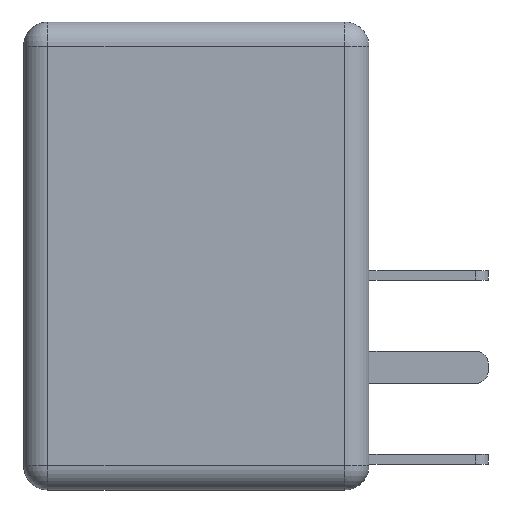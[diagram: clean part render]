
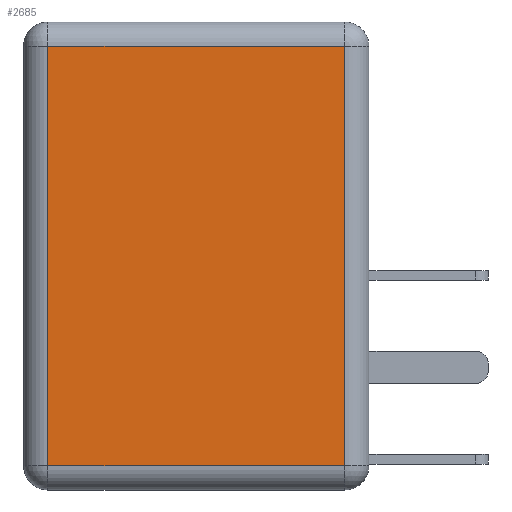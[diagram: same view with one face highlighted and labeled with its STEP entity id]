
A CAD part, left-side view. The second image highlights one B-rep face of the part: STEP entity #2685.
In plain terms, the highlighted planar face has unit normal (-1, 0, 0).
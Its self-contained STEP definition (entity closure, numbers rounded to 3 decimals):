
#814 = CYLINDRICAL_SURFACE('',#815,0.75);
#815 = AXIS2_PLACEMENT_3D('',#816,#817,#818);
#816 = CARTESIAN_POINT('',(-3.75,-4.6,0.));
#817 = DIRECTION('',(0.,0.,1.));
#818 = DIRECTION('',(-1.,0.,0.));
#1583 = EDGE_CURVE('',#1584,#1586,#1588,.T.);
#1584 = VERTEX_POINT('',#1585);
#1585 = CARTESIAN_POINT('',(-4.5,-4.6,0.75));
#1586 = VERTEX_POINT('',#1587);
#1587 = CARTESIAN_POINT('',(-4.5,-4.6,13.75));
#1588 = SURFACE_CURVE('',#1589,(#1593,#1600),.PCURVE_S1.);
#1589 = LINE('',#1590,#1591);
#1590 = CARTESIAN_POINT('',(-4.5,-4.6,0.));
#1591 = VECTOR('',#1592,1.);
#1592 = DIRECTION('',(0.,0.,1.));
#1593 = PCURVE('',#814,#1594);
#1594 = DEFINITIONAL_REPRESENTATION('',(#1595),#1599);
#1595 = LINE('',#1596,#1597);
#1596 = CARTESIAN_POINT('',(0.,0.));
#1597 = VECTOR('',#1598,1.);
#1598 = DIRECTION('',(0.,1.));
#1599 = ( GEOMETRIC_REPRESENTATION_CONTEXT(2) 
PARAMETRIC_REPRESENTATION_CONTEXT() REPRESENTATION_CONTEXT('2D SPACE',''
  ) );
#1600 = PCURVE('',#1601,#1606);
#1601 = PLANE('',#1602);
#1602 = AXIS2_PLACEMENT_3D('',#1603,#1604,#1605);
#1603 = CARTESIAN_POINT('',(-4.5,-5.35,0.));
#1604 = DIRECTION('',(-1.,0.,0.));
#1605 = DIRECTION('',(0.,1.,0.));
#1606 = DEFINITIONAL_REPRESENTATION('',(#1607),#1611);
#1607 = LINE('',#1608,#1609);
#1608 = CARTESIAN_POINT('',(0.75,0.));
#1609 = VECTOR('',#1610,1.);
#1610 = DIRECTION('',(0.,-1.));
#1611 = ( GEOMETRIC_REPRESENTATION_CONTEXT(2) 
PARAMETRIC_REPRESENTATION_CONTEXT() REPRESENTATION_CONTEXT('2D SPACE',''
  ) );
#2444 = CYLINDRICAL_SURFACE('',#2445,0.75);
#2445 = AXIS2_PLACEMENT_3D('',#2446,#2447,#2448);
#2446 = CARTESIAN_POINT('',(-3.75,-5.35,0.75));
#2447 = DIRECTION('',(0.,1.,0.));
#2448 = DIRECTION('',(-1.,0.,0.));
#2477 = CYLINDRICAL_SURFACE('',#2478,0.75);
#2478 = AXIS2_PLACEMENT_3D('',#2479,#2480,#2481);
#2479 = CARTESIAN_POINT('',(-3.75,4.6,0.));
#2480 = DIRECTION('',(0.,0.,1.));
#2481 = DIRECTION('',(0.,1.,0.));
#2647 = CYLINDRICAL_SURFACE('',#2648,0.75);
#2648 = AXIS2_PLACEMENT_3D('',#2649,#2650,#2651);
#2649 = CARTESIAN_POINT('',(-3.75,-5.35,13.75));
#2650 = DIRECTION('',(0.,1.,0.));
#2651 = DIRECTION('',(-1.,0.,0.));
#2685 = ADVANCED_FACE('',(#2686),#1601,.T.);
#2686 = FACE_BOUND('',#2687,.T.);
#2687 = EDGE_LOOP('',(#2688,#2713,#2734,#2735));
#2688 = ORIENTED_EDGE('',*,*,#2689,.F.);
#2689 = EDGE_CURVE('',#2690,#2692,#2694,.T.);
#2690 = VERTEX_POINT('',#2691);
#2691 = CARTESIAN_POINT('',(-4.5,4.6,0.75));
#2692 = VERTEX_POINT('',#2693);
#2693 = CARTESIAN_POINT('',(-4.5,4.6,13.75));
#2694 = SURFACE_CURVE('',#2695,(#2699,#2706),.PCURVE_S1.);
#2695 = LINE('',#2696,#2697);
#2696 = CARTESIAN_POINT('',(-4.5,4.6,0.));
#2697 = VECTOR('',#2698,1.);
#2698 = DIRECTION('',(0.,0.,1.));
#2699 = PCURVE('',#1601,#2700);
#2700 = DEFINITIONAL_REPRESENTATION('',(#2701),#2705);
#2701 = LINE('',#2702,#2703);
#2702 = CARTESIAN_POINT('',(9.95,0.));
#2703 = VECTOR('',#2704,1.);
#2704 = DIRECTION('',(0.,-1.));
#2705 = ( GEOMETRIC_REPRESENTATION_CONTEXT(2) 
PARAMETRIC_REPRESENTATION_CONTEXT() REPRESENTATION_CONTEXT('2D SPACE',''
  ) );
#2706 = PCURVE('',#2477,#2707);
#2707 = DEFINITIONAL_REPRESENTATION('',(#2708),#2712);
#2708 = LINE('',#2709,#2710);
#2709 = CARTESIAN_POINT('',(1.571,0.));
#2710 = VECTOR('',#2711,1.);
#2711 = DIRECTION('',(0.,1.));
#2712 = ( GEOMETRIC_REPRESENTATION_CONTEXT(2) 
PARAMETRIC_REPRESENTATION_CONTEXT() REPRESENTATION_CONTEXT('2D SPACE',''
  ) );
#2713 = ORIENTED_EDGE('',*,*,#2714,.F.);
#2714 = EDGE_CURVE('',#1584,#2690,#2715,.T.);
#2715 = SURFACE_CURVE('',#2716,(#2720,#2727),.PCURVE_S1.);
#2716 = LINE('',#2717,#2718);
#2717 = CARTESIAN_POINT('',(-4.5,-5.35,0.75));
#2718 = VECTOR('',#2719,1.);
#2719 = DIRECTION('',(0.,1.,0.));
#2720 = PCURVE('',#1601,#2721);
#2721 = DEFINITIONAL_REPRESENTATION('',(#2722),#2726);
#2722 = LINE('',#2723,#2724);
#2723 = CARTESIAN_POINT('',(0.,-0.75));
#2724 = VECTOR('',#2725,1.);
#2725 = DIRECTION('',(1.,0.));
#2726 = ( GEOMETRIC_REPRESENTATION_CONTEXT(2) 
PARAMETRIC_REPRESENTATION_CONTEXT() REPRESENTATION_CONTEXT('2D SPACE',''
  ) );
#2727 = PCURVE('',#2444,#2728);
#2728 = DEFINITIONAL_REPRESENTATION('',(#2729),#2733);
#2729 = LINE('',#2730,#2731);
#2730 = CARTESIAN_POINT('',(-0.,0.));
#2731 = VECTOR('',#2732,1.);
#2732 = DIRECTION('',(-0.,1.));
#2733 = ( GEOMETRIC_REPRESENTATION_CONTEXT(2) 
PARAMETRIC_REPRESENTATION_CONTEXT() REPRESENTATION_CONTEXT('2D SPACE',''
  ) );
#2734 = ORIENTED_EDGE('',*,*,#1583,.T.);
#2735 = ORIENTED_EDGE('',*,*,#2736,.T.);
#2736 = EDGE_CURVE('',#1586,#2692,#2737,.T.);
#2737 = SURFACE_CURVE('',#2738,(#2742,#2749),.PCURVE_S1.);
#2738 = LINE('',#2739,#2740);
#2739 = CARTESIAN_POINT('',(-4.5,-5.35,13.75));
#2740 = VECTOR('',#2741,1.);
#2741 = DIRECTION('',(0.,1.,0.));
#2742 = PCURVE('',#1601,#2743);
#2743 = DEFINITIONAL_REPRESENTATION('',(#2744),#2748);
#2744 = LINE('',#2745,#2746);
#2745 = CARTESIAN_POINT('',(0.,-13.75));
#2746 = VECTOR('',#2747,1.);
#2747 = DIRECTION('',(1.,0.));
#2748 = ( GEOMETRIC_REPRESENTATION_CONTEXT(2) 
PARAMETRIC_REPRESENTATION_CONTEXT() REPRESENTATION_CONTEXT('2D SPACE',''
  ) );
#2749 = PCURVE('',#2647,#2750);
#2750 = DEFINITIONAL_REPRESENTATION('',(#2751),#2755);
#2751 = LINE('',#2752,#2753);
#2752 = CARTESIAN_POINT('',(0.,0.));
#2753 = VECTOR('',#2754,1.);
#2754 = DIRECTION('',(0.,1.));
#2755 = ( GEOMETRIC_REPRESENTATION_CONTEXT(2) 
PARAMETRIC_REPRESENTATION_CONTEXT() REPRESENTATION_CONTEXT('2D SPACE',''
  ) );
